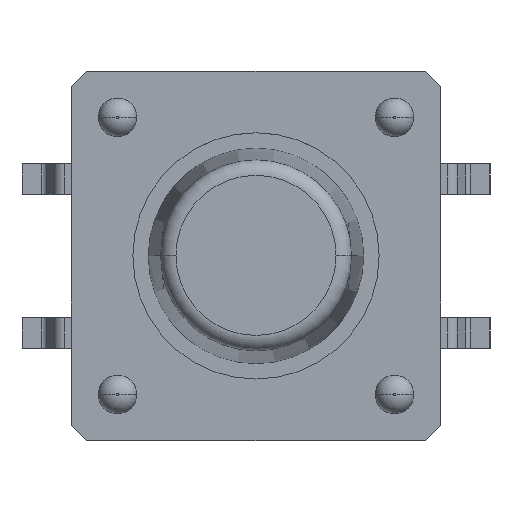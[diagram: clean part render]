
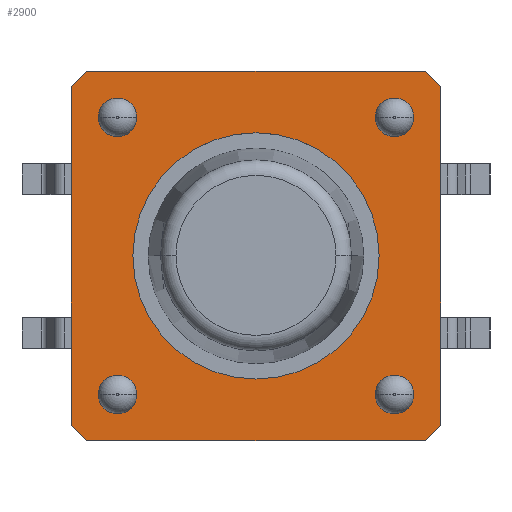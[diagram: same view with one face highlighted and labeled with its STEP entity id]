
A CAD part, top view. The second image highlights one B-rep face of the part: STEP entity #2900.
In plain terms, the highlighted planar face has unit normal (0, 0, 1).
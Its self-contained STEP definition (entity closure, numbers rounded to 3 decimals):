
#37 = CARTESIAN_POINT ( 'NONE',  ( -6., 5.5, 3.5 ) ) ;
#45 = VERTEX_POINT ( 'NONE', #1820 ) ;
#47 = DIRECTION ( 'NONE',  ( 0., 1., 0. ) ) ;
#52 = EDGE_CURVE ( 'NONE', #640, #45, #2512, .T. ) ;
#224 = VECTOR ( 'NONE', #3511, 1000. ) ;
#241 = DIRECTION ( 'NONE',  ( 0.707, -0.707, 0. ) ) ;
#259 = CARTESIAN_POINT ( 'NONE',  ( -6., 5.5, 3.5 ) ) ;
#270 = VECTOR ( 'NONE', #47, 1000. ) ;
#377 = CIRCLE ( 'NONE', #3454, 4. ) ;
#389 = VECTOR ( 'NONE', #3582, 1000. ) ;
#516 = FACE_OUTER_BOUND ( 'NONE', #4493, .T. ) ;
#527 = CARTESIAN_POINT ( 'NONE',  ( -6., 5.5, 3.5 ) ) ;
#640 = VERTEX_POINT ( 'NONE', #1471 ) ;
#718 = ORIENTED_EDGE ( 'NONE', *, *, #719, .T. ) ;
#719 = EDGE_CURVE ( 'NONE', #45, #2496, #3563, .T. ) ;
#846 = CARTESIAN_POINT ( 'NONE',  ( 4., 0., 3.5 ) ) ;
#881 = DIRECTION ( 'NONE',  ( 1., 0., 0. ) ) ;
#939 = CARTESIAN_POINT ( 'NONE',  ( 0., 0., 3.5 ) ) ;
#959 = DIRECTION ( 'NONE',  ( 0., 0., -1. ) ) ;
#1008 = DIRECTION ( 'NONE',  ( 1., 0., 0. ) ) ;
#1048 = VECTOR ( 'NONE', #881, 1000. ) ;
#1089 = ORIENTED_EDGE ( 'NONE', *, *, #1988, .F. ) ;
#1129 = VECTOR ( 'NONE', #1130, 1000. ) ;
#1130 = DIRECTION ( 'NONE',  ( -0.707, -0.707, 0. ) ) ;
#1157 = EDGE_LOOP ( 'NONE', ( #1089, #3773 ) ) ;
#1186 = DIRECTION ( 'NONE',  ( 0., 0., 1. ) ) ;
#1202 = VERTEX_POINT ( 'NONE', #3326 ) ;
#1224 = EDGE_CURVE ( 'NONE', #1202, #3739, #3726, .T. ) ;
#1253 = VERTEX_POINT ( 'NONE', #2774 ) ;
#1471 = CARTESIAN_POINT ( 'NONE',  ( 6., -5.5, 3.5 ) ) ;
#1473 = CIRCLE ( 'NONE', #3441, 4. ) ;
#1476 = CARTESIAN_POINT ( 'NONE',  ( -6., -5.5, 3.5 ) ) ;
#1601 = VERTEX_POINT ( 'NONE', #1476 ) ;
#1711 = VECTOR ( 'NONE', #2537, 1000. ) ;
#1803 = ORIENTED_EDGE ( 'NONE', *, *, #3727, .T. ) ;
#1820 = CARTESIAN_POINT ( 'NONE',  ( 6., 5.5, 3.5 ) ) ;
#1861 = CARTESIAN_POINT ( 'NONE',  ( -4., 0., 3.5 ) ) ;
#1988 = EDGE_CURVE ( 'NONE', #3625, #4000, #377, .T. ) ;
#2001 = PLANE ( 'NONE',  #3943 ) ;
#2016 = EDGE_CURVE ( 'NONE', #3739, #1601, #2054, .T. ) ;
#2028 = LINE ( 'NONE', #2300, #1048 ) ;
#2029 = DIRECTION ( 'NONE',  ( 0., 0., 1. ) ) ;
#2054 = LINE ( 'NONE', #259, #224 ) ;
#2146 = CARTESIAN_POINT ( 'NONE',  ( 5.5, 6., 3.5 ) ) ;
#2232 = CARTESIAN_POINT ( 'NONE',  ( 5.5, -6., 3.5 ) ) ;
#2300 = CARTESIAN_POINT ( 'NONE',  ( -5.5, -6., 3.5 ) ) ;
#2302 = CARTESIAN_POINT ( 'NONE',  ( 0., 0., 3.5 ) ) ;
#2330 = LINE ( 'NONE', #3738, #4540 ) ;
#2360 = DIRECTION ( 'NONE',  ( -1., 0., 0. ) ) ;
#2417 = CARTESIAN_POINT ( 'NONE',  ( 5.5, 6., 3.5 ) ) ;
#2464 = ORIENTED_EDGE ( 'NONE', *, *, #4603, .T. ) ;
#2483 = CARTESIAN_POINT ( 'NONE',  ( 6., 5.5, 3.5 ) ) ;
#2496 = VERTEX_POINT ( 'NONE', #2417 ) ;
#2512 = LINE ( 'NONE', #2483, #270 ) ;
#2537 = DIRECTION ( 'NONE',  ( -1., 0., 0. ) ) ;
#2605 = DIRECTION ( 'NONE',  ( 1., 0., 0. ) ) ;
#2744 = FACE_BOUND ( 'NONE', #1157, .T. ) ;
#2774 = CARTESIAN_POINT ( 'NONE',  ( -5.5, -6., 3.5 ) ) ;
#2786 = ORIENTED_EDGE ( 'NONE', *, *, #2016, .T. ) ;
#2837 = VECTOR ( 'NONE', #2967, 1000. ) ;
#2900 = ADVANCED_FACE ( 'NONE', ( #2744, #516 ), #2001, .F. ) ;
#2917 = EDGE_CURVE ( 'NONE', #1601, #1253, #2330, .T. ) ;
#2967 = DIRECTION ( 'NONE',  ( 0.707, 0.707, 0. ) ) ;
#3086 = VERTEX_POINT ( 'NONE', #3504 ) ;
#3270 = ORIENTED_EDGE ( 'NONE', *, *, #4507, .T. ) ;
#3326 = CARTESIAN_POINT ( 'NONE',  ( -5.5, 6., 3.5 ) ) ;
#3441 = AXIS2_PLACEMENT_3D ( 'NONE', #4055, #1186, #2605 ) ;
#3451 = EDGE_CURVE ( 'NONE', #4000, #3625, #1473, .T. ) ;
#3454 = AXIS2_PLACEMENT_3D ( 'NONE', #939, #2029, #1008 ) ;
#3504 = CARTESIAN_POINT ( 'NONE',  ( 5.5, -6., 3.5 ) ) ;
#3511 = DIRECTION ( 'NONE',  ( 0., -1., 0. ) ) ;
#3522 = ORIENTED_EDGE ( 'NONE', *, *, #1224, .T. ) ;
#3563 = LINE ( 'NONE', #2146, #389 ) ;
#3582 = DIRECTION ( 'NONE',  ( -0.707, 0.707, 0. ) ) ;
#3625 = VERTEX_POINT ( 'NONE', #846 ) ;
#3646 = LINE ( 'NONE', #2232, #2837 ) ;
#3648 = CARTESIAN_POINT ( 'NONE',  ( -5.5, 6., 3.5 ) ) ;
#3726 = LINE ( 'NONE', #527, #1129 ) ;
#3727 = EDGE_CURVE ( 'NONE', #3086, #640, #3646, .T. ) ;
#3738 = CARTESIAN_POINT ( 'NONE',  ( -6., -5.5, 3.5 ) ) ;
#3739 = VERTEX_POINT ( 'NONE', #37 ) ;
#3773 = ORIENTED_EDGE ( 'NONE', *, *, #3451, .F. ) ;
#3943 = AXIS2_PLACEMENT_3D ( 'NONE', #2302, #959, #2360 ) ;
#4000 = VERTEX_POINT ( 'NONE', #1861 ) ;
#4004 = ORIENTED_EDGE ( 'NONE', *, *, #52, .T. ) ;
#4055 = CARTESIAN_POINT ( 'NONE',  ( 0., 0., 3.5 ) ) ;
#4343 = LINE ( 'NONE', #3648, #1711 ) ;
#4358 = ORIENTED_EDGE ( 'NONE', *, *, #2917, .T. ) ;
#4493 = EDGE_LOOP ( 'NONE', ( #3270, #3522, #2786, #4358, #2464, #1803, #4004, #718 ) ) ;
#4507 = EDGE_CURVE ( 'NONE', #2496, #1202, #4343, .T. ) ;
#4540 = VECTOR ( 'NONE', #241, 1000. ) ;
#4603 = EDGE_CURVE ( 'NONE', #1253, #3086, #2028, .T. ) ;
